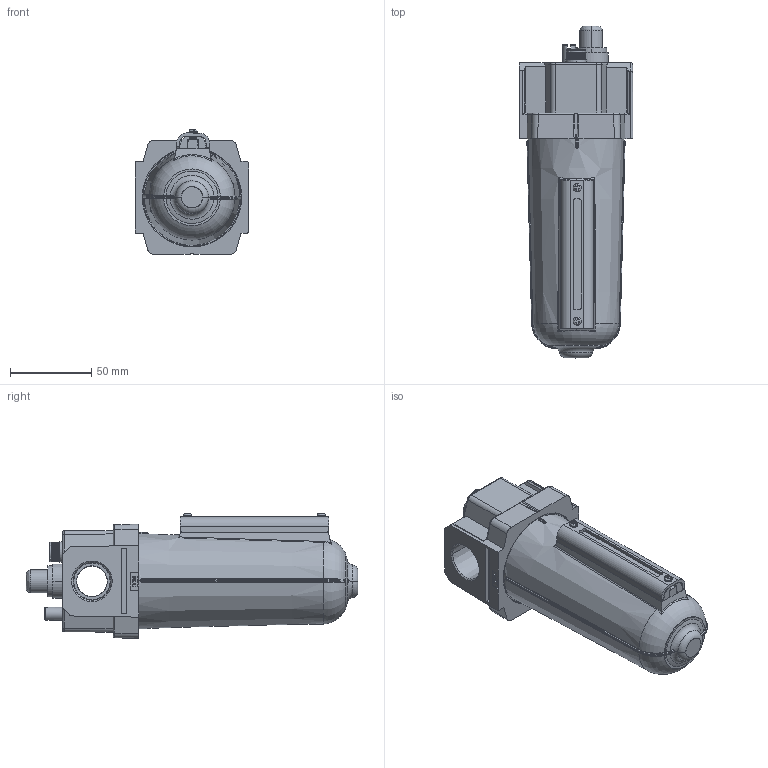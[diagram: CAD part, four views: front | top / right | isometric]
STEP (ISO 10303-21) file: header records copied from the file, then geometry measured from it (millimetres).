
FILE_DESCRIPTION (( 'STEP AP214' ), '1' );
FILE_NAME ('L70.STEP', '2021-11-19T05:47:37', ( 'User' ), ( '' ), 'SwSTEP 2.0', 'SolidWorks 2014', '' );
FILE_SCHEMA (( 'AUTOMOTIVE_DESIGN' ));
Length unit declared in the file: millimetre
Products named in the file (21): L8016; L8015; L8013; L7001; L50調油螺絲; 十字圓頭螺絲; 70液面計; F7029; F7002; L70; L70_1
Assembly tree (11 placements, depth 3):
  十字圓頭螺絲
  70液面計
  十字圓頭螺絲
  F7029
  F7002
Bounding box: 70 x 203.88 x 76.52 mm (x, y, z)
Volume: 230623.4 mm3; surface area: 101209.4 mm2
Topology: 10 solids, 10 shells, 1520 faces, 3769 edges, 2321 vertices
Faces by surface type: plane 733, cylinder 504, bspline 152, cone 77, torus 28, sphere 26
Entity records: 70284 total; most frequent: CARTESIAN_POINT 20058, ORIENTED_EDGE 7272, DIRECTION 6621, EDGE_CURVE 3636, AXIS2_PLACEMENT_3D 2280, VERTEX_POINT 2247, LINE 2061, VECTOR 2061
